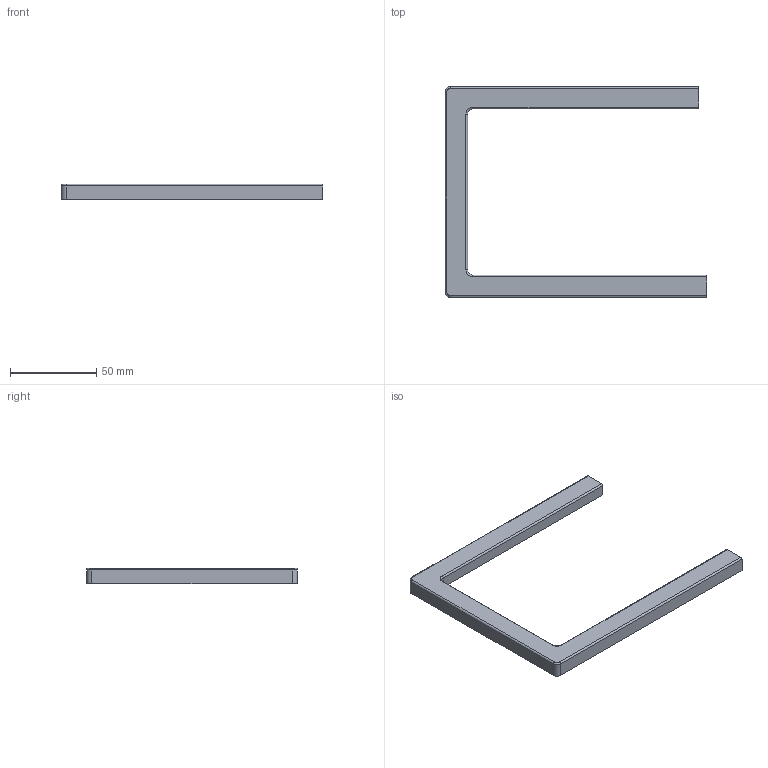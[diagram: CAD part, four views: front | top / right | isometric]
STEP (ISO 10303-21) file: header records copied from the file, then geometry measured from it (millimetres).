
FILE_DESCRIPTION(/* description */ (''),/* implementation_level */ '2;1');
FILE_NAME(/* name */ 'split60_Top-left v1.step',/* time_stamp */ '2022-06-18T13:40:19+09:00',/* author */ (''),/* organization */ (''),/* preprocessor_version */ 'ST-DEVELOPER v19',/* originating_system */ 'Autodesk Translation Framework v11.7.0.108',/* authorisation */ '');
FILE_SCHEMA (('AUTOMOTIVE_DESIGN { 1 0 10303 214 3 1 1 }'));
Length unit declared in the file: millimetre
Products named in the file (1): split60_Top-left
Bounding box: 151.56 x 122.2 x 9 mm (x, y, z)
Volume: 39928.2 mm3; surface area: 17450.5 mm2
Topology: 1 solids, 1 shells, 36 faces, 90 edges, 56 vertices
Faces by surface type: cylinder 14, plane 14, cone 4, torus 4
Full cylindrical faces by diameter (mm): 2.529 x1, 3.4 x3
Entity records: 1083 total; most frequent: DIRECTION 192, CARTESIAN_POINT 179, ORIENTED_EDGE 172, EDGE_CURVE 86, AXIS2_PLACEMENT_3D 69, VERTEX_POINT 56, LINE 54, VECTOR 54
